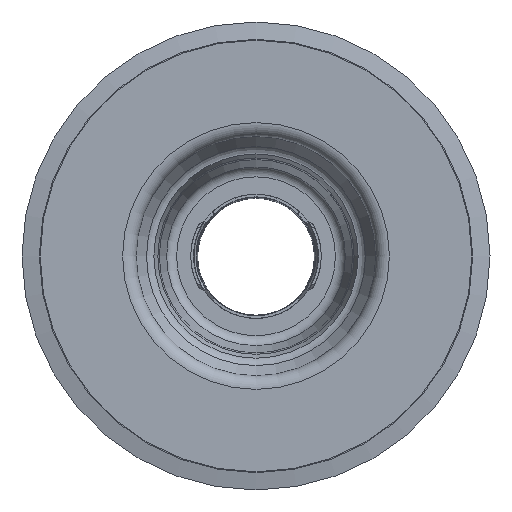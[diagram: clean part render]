
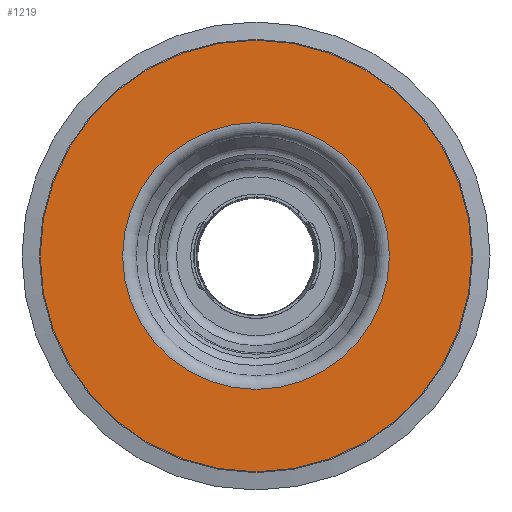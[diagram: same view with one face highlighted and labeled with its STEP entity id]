
A CAD part, top view. The second image highlights one B-rep face of the part: STEP entity #1219.
In plain terms, the highlighted planar face has unit normal (0, 0, 1).
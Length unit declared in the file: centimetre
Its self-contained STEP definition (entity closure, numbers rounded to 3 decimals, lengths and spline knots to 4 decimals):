
#222=FACE_BOUND('',#364,.T.);
#288=FACE_OUTER_BOUND('',#363,.T.);
#363=EDGE_LOOP('',(#1113));
#364=EDGE_LOOP('',(#1114));
#435=CIRCLE('',#1359,126.8284);
#462=CIRCLE('',#1402,78.366);
#558=VERTEX_POINT('',#2241);
#581=VERTEX_POINT('',#2318);
#721=EDGE_CURVE('',#558,#558,#435,.T.);
#758=EDGE_CURVE('',#581,#581,#462,.T.);
#1113=ORIENTED_EDGE('',*,*,#721,.F.);
#1114=ORIENTED_EDGE('',*,*,#758,.T.);
#1153=PLANE('',#1404);
#1219=ADVANCED_FACE('',(#288,#222),#1153,.T.);
#1359=AXIS2_PLACEMENT_3D('',#2243,#1707,#1708);
#1402=AXIS2_PLACEMENT_3D('',#2319,#1803,#1804);
#1404=AXIS2_PLACEMENT_3D('',#2321,#1807,#1808);
#1707=DIRECTION('center_axis',(0.,0.,-1.));
#1708=DIRECTION('ref_axis',(1.,0.,0.));
#1803=DIRECTION('center_axis',(0.,0.,-1.));
#1804=DIRECTION('ref_axis',(1.,0.,0.));
#1807=DIRECTION('center_axis',(0.,0.,1.));
#1808=DIRECTION('ref_axis',(0.,-1.,0.));
#2241=CARTESIAN_POINT('',(0.,-126.8284,250.));
#2243=CARTESIAN_POINT('Origin',(0.,0.,250.));
#2318=CARTESIAN_POINT('',(0.,-78.366,250.));
#2319=CARTESIAN_POINT('Origin',(0.,0.,250.));
#2321=CARTESIAN_POINT('Origin',(126.8284,0.,
250.));
